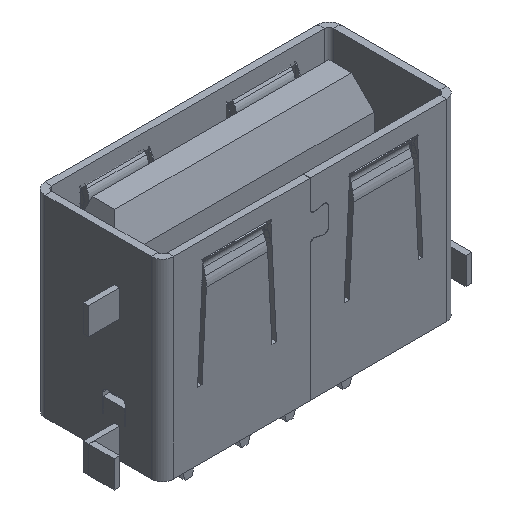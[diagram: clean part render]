
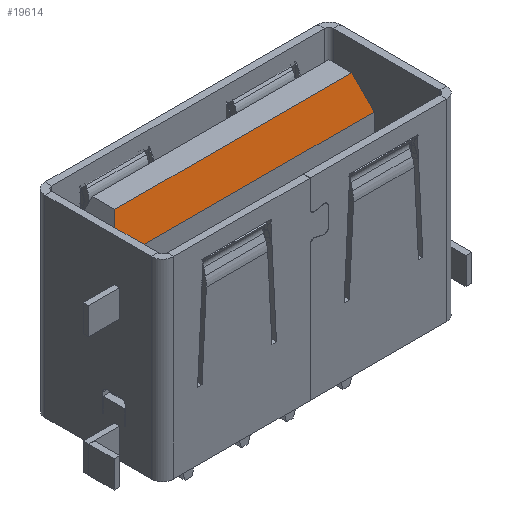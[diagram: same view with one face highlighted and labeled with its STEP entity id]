
A CAD part, isometric view. The second image highlights one B-rep face of the part: STEP entity #19614.
In plain terms, the highlighted planar face has unit normal (0, -0.949, 0.316).
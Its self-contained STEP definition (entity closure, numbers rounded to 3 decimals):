
#19614 = ADVANCED_FACE('',(#19615),#19629,.T.);
#19615 = FACE_BOUND('',#19616,.F.);
#19616 = EDGE_LOOP('',(#19617,#19652,#19680,#19708));
#19617 = ORIENTED_EDGE('',*,*,#19618,.F.);
#19618 = EDGE_CURVE('',#19619,#19621,#19623,.T.);
#19619 = VERTEX_POINT('',#19620);
#19620 = CARTESIAN_POINT('',(-5.75,4.19,2.82));
#19621 = VERTEX_POINT('',#19622);
#19622 = CARTESIAN_POINT('',(5.75,4.19,2.82));
#19623 = SURFACE_CURVE('',#19624,(#19628,#19640),.PCURVE_S1.);
#19624 = LINE('',#19625,#19626);
#19625 = CARTESIAN_POINT('',(-5.75,4.19,2.82));
#19626 = VECTOR('',#19627,1.);
#19627 = DIRECTION('',(1.,0.,0.));
#19628 = PCURVE('',#19629,#19634);
#19629 = PLANE('',#19630);
#19630 = AXIS2_PLACEMENT_3D('',#19631,#19632,#19633);
#19631 = CARTESIAN_POINT('',(0.,4.44,3.57));
#19632 = DIRECTION('',(0.,-0.949,0.316));
#19633 = DIRECTION('',(0.,-0.316,-0.949));
#19634 = DEFINITIONAL_REPRESENTATION('',(#19635),#19639);
#19635 = LINE('',#19636,#19637);
#19636 = CARTESIAN_POINT('',(0.791,-5.75));
#19637 = VECTOR('',#19638,1.);
#19638 = DIRECTION('',(0.,1.));
#19639 = ( GEOMETRIC_REPRESENTATION_CONTEXT(2) 
PARAMETRIC_REPRESENTATION_CONTEXT() REPRESENTATION_CONTEXT('2D SPACE',''
  ) );
#19640 = PCURVE('',#19641,#19646);
#19641 = PLANE('',#19642);
#19642 = AXIS2_PLACEMENT_3D('',#19643,#19644,#19645);
#19643 = CARTESIAN_POINT('',(-5.75,4.19,-3.42));
#19644 = DIRECTION('',(0.,-1.,0.));
#19645 = DIRECTION('',(1.,0.,0.));
#19646 = DEFINITIONAL_REPRESENTATION('',(#19647),#19651);
#19647 = LINE('',#19648,#19649);
#19648 = CARTESIAN_POINT('',(0.,6.24));
#19649 = VECTOR('',#19650,1.);
#19650 = DIRECTION('',(1.,0.));
#19651 = ( GEOMETRIC_REPRESENTATION_CONTEXT(2) 
PARAMETRIC_REPRESENTATION_CONTEXT() REPRESENTATION_CONTEXT('2D SPACE',''
  ) );
#19652 = ORIENTED_EDGE('',*,*,#19653,.T.);
#19653 = EDGE_CURVE('',#19619,#19654,#19656,.T.);
#19654 = VERTEX_POINT('',#19655);
#19655 = CARTESIAN_POINT('',(-5.25,4.69,4.32));
#19656 = SURFACE_CURVE('',#19657,(#19661,#19668),.PCURVE_S1.);
#19657 = LINE('',#19658,#19659);
#19658 = CARTESIAN_POINT('',(-5.75,4.19,2.82));
#19659 = VECTOR('',#19660,1.);
#19660 = DIRECTION('',(0.302,0.302,0.905));
#19661 = PCURVE('',#19629,#19662);
#19662 = DEFINITIONAL_REPRESENTATION('',(#19663),#19667);
#19663 = LINE('',#19664,#19665);
#19664 = CARTESIAN_POINT('',(0.791,-5.75));
#19665 = VECTOR('',#19666,1.);
#19666 = DIRECTION('',(-0.953,0.302));
#19667 = ( GEOMETRIC_REPRESENTATION_CONTEXT(2) 
PARAMETRIC_REPRESENTATION_CONTEXT() REPRESENTATION_CONTEXT('2D SPACE',''
  ) );
#19668 = PCURVE('',#19669,#19674);
#19669 = PLANE('',#19670);
#19670 = AXIS2_PLACEMENT_3D('',#19671,#19672,#19673);
#19671 = CARTESIAN_POINT('',(-5.5,5.19,3.57));
#19672 = DIRECTION('',(-0.949,0.,0.316));
#19673 = DIRECTION('',(-0.316,0.,-0.949));
#19674 = DEFINITIONAL_REPRESENTATION('',(#19675),#19679);
#19675 = LINE('',#19676,#19677);
#19676 = CARTESIAN_POINT('',(0.791,1.));
#19677 = VECTOR('',#19678,1.);
#19678 = DIRECTION('',(-0.953,-0.302));
#19679 = ( GEOMETRIC_REPRESENTATION_CONTEXT(2) 
PARAMETRIC_REPRESENTATION_CONTEXT() REPRESENTATION_CONTEXT('2D SPACE',''
  ) );
#19680 = ORIENTED_EDGE('',*,*,#19681,.T.);
#19681 = EDGE_CURVE('',#19654,#19682,#19684,.T.);
#19682 = VERTEX_POINT('',#19683);
#19683 = CARTESIAN_POINT('',(5.25,4.69,4.32));
#19684 = SURFACE_CURVE('',#19685,(#19689,#19696),.PCURVE_S1.);
#19685 = LINE('',#19686,#19687);
#19686 = CARTESIAN_POINT('',(-5.25,4.69,4.32));
#19687 = VECTOR('',#19688,1.);
#19688 = DIRECTION('',(1.,0.,0.));
#19689 = PCURVE('',#19629,#19690);
#19690 = DEFINITIONAL_REPRESENTATION('',(#19691),#19695);
#19691 = LINE('',#19692,#19693);
#19692 = CARTESIAN_POINT('',(-0.791,-5.25));
#19693 = VECTOR('',#19694,1.);
#19694 = DIRECTION('',(0.,1.));
#19695 = ( GEOMETRIC_REPRESENTATION_CONTEXT(2) 
PARAMETRIC_REPRESENTATION_CONTEXT() REPRESENTATION_CONTEXT('2D SPACE',''
  ) );
#19696 = PCURVE('',#19697,#19702);
#19697 = PLANE('',#19698);
#19698 = AXIS2_PLACEMENT_3D('',#19699,#19700,#19701);
#19699 = CARTESIAN_POINT('',(0.,0.,4.32));
#19700 = DIRECTION('',(0.,0.,1.));
#19701 = DIRECTION('',(1.,0.,-0.));
#19702 = DEFINITIONAL_REPRESENTATION('',(#19703),#19707);
#19703 = LINE('',#19704,#19705);
#19704 = CARTESIAN_POINT('',(-5.25,4.69));
#19705 = VECTOR('',#19706,1.);
#19706 = DIRECTION('',(1.,0.));
#19707 = ( GEOMETRIC_REPRESENTATION_CONTEXT(2) 
PARAMETRIC_REPRESENTATION_CONTEXT() REPRESENTATION_CONTEXT('2D SPACE',''
  ) );
#19708 = ORIENTED_EDGE('',*,*,#19709,.F.);
#19709 = EDGE_CURVE('',#19621,#19682,#19710,.T.);
#19710 = SURFACE_CURVE('',#19711,(#19715,#19722),.PCURVE_S1.);
#19711 = LINE('',#19712,#19713);
#19712 = CARTESIAN_POINT('',(5.75,4.19,2.82));
#19713 = VECTOR('',#19714,1.);
#19714 = DIRECTION('',(-0.302,0.302,0.905));
#19715 = PCURVE('',#19629,#19716);
#19716 = DEFINITIONAL_REPRESENTATION('',(#19717),#19721);
#19717 = LINE('',#19718,#19719);
#19718 = CARTESIAN_POINT('',(0.791,5.75));
#19719 = VECTOR('',#19720,1.);
#19720 = DIRECTION('',(-0.953,-0.302));
#19721 = ( GEOMETRIC_REPRESENTATION_CONTEXT(2) 
PARAMETRIC_REPRESENTATION_CONTEXT() REPRESENTATION_CONTEXT('2D SPACE',''
  ) );
#19722 = PCURVE('',#19723,#19728);
#19723 = PLANE('',#19724);
#19724 = AXIS2_PLACEMENT_3D('',#19725,#19726,#19727);
#19725 = CARTESIAN_POINT('',(5.5,5.19,3.57));
#19726 = DIRECTION('',(0.949,0.,0.316));
#19727 = DIRECTION('',(0.316,0.,-0.949));
#19728 = DEFINITIONAL_REPRESENTATION('',(#19729),#19733);
#19729 = LINE('',#19730,#19731);
#19730 = CARTESIAN_POINT('',(0.791,-1.));
#19731 = VECTOR('',#19732,1.);
#19732 = DIRECTION('',(-0.953,0.302));
#19733 = ( GEOMETRIC_REPRESENTATION_CONTEXT(2) 
PARAMETRIC_REPRESENTATION_CONTEXT() REPRESENTATION_CONTEXT('2D SPACE',''
  ) );
